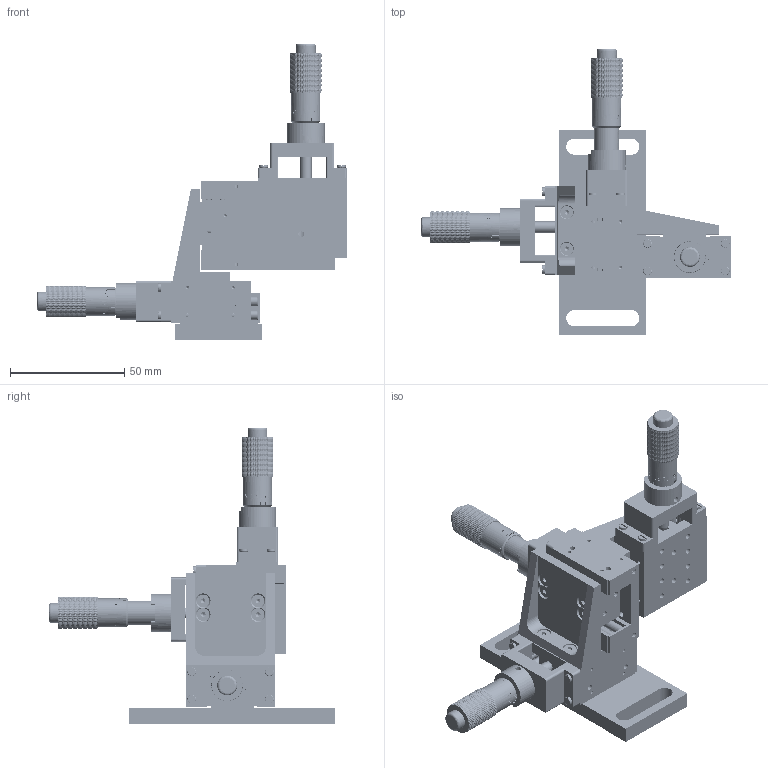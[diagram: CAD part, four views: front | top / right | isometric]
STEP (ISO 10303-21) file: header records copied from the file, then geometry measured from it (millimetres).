
FILE_DESCRIPTION(/* description */ (''),/* implementation_level */ '2;1');
FILE_NAME(/* name */ '02_3TSS-K15',/* time_stamp */ '2025-06-25T09:31:17+03:00',/* author */ (''),/* organization */ (''),/* preprocessor_version */ 'ST-DEVELOPER v16.5',/* originating_system */ 'Rhino 7.34',/* authorisation */ '');
FILE_SCHEMA (('AUTOMOTIVE_DESIGN'));
Products named in the file (1): Document
Bounding box: 135.54 x 125.29 x 129.71 mm (x, y, z)
Volume: 133075.9 mm3; surface area: 81788.8 mm2
Topology: 8 solids, 8 shells, 11048 faces, 34070 edges, 20915 vertices
Faces by surface type: plane 8809, cylinder 1153, bspline 1086
Entity records: 362772 total; most frequent: CARTESIAN_POINT 145449, ORIENTED_EDGE 67936, EDGE_CURVE 33968, B_SPLINE_CURVE_WITH_KNOTS 29769, VERTEX_POINT 20915, EDGE_LOOP 11527, ADVANCED_FACE 11048, FACE_OUTER_BOUND 11048
